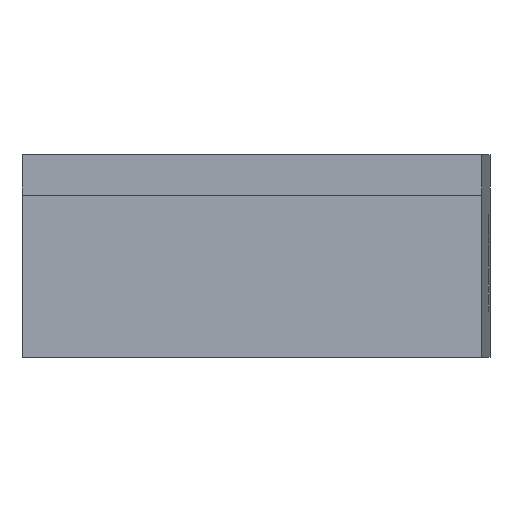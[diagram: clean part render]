
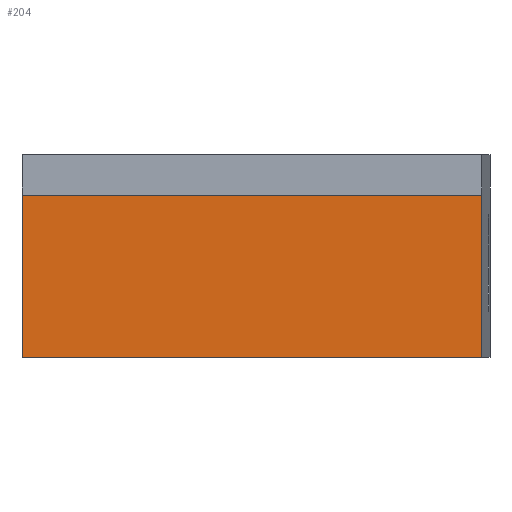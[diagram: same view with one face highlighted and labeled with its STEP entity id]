
A CAD part, front view. The second image highlights one B-rep face of the part: STEP entity #204.
In plain terms, the highlighted planar face has unit normal (-0.009, -1, 0).
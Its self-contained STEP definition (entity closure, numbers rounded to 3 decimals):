
#42 = ORIENTED_EDGE ( 'NONE', *, *, #299, .T. ) ;
#140 = CARTESIAN_POINT ( 'NONE',  ( 22.643, -51.306, -2. ) ) ;
#204 = ADVANCED_FACE ( 'NONE', ( #1265 ), #1305, .T. ) ;
#210 = VERTEX_POINT ( 'NONE', #1899 ) ;
#278 = LINE ( 'NONE', #1947, #1849 ) ;
#299 = EDGE_CURVE ( 'NONE', #463, #2046, #484, .T. ) ;
#314 = VERTEX_POINT ( 'NONE', #1073 ) ;
#378 = CARTESIAN_POINT ( 'NONE',  ( -11.356, -51.009, -2. ) ) ;
#429 = VECTOR ( 'NONE', #1614, 1000. ) ;
#463 = VERTEX_POINT ( 'NONE', #140 ) ;
#484 = LINE ( 'NONE', #1124, #2050 ) ;
#521 = DIRECTION ( 'NONE',  ( 0., 0., 1. ) ) ;
#528 = ORIENTED_EDGE ( 'NONE', *, *, #665, .F. ) ;
#665 = EDGE_CURVE ( 'NONE', #314, #210, #969, .T. ) ;
#694 = DIRECTION ( 'NONE',  ( 1., -0.009, 0. ) ) ;
#712 = AXIS2_PLACEMENT_3D ( 'NONE', #1100, #1623, #1742 ) ;
#825 = EDGE_CURVE ( 'NONE', #210, #2046, #278, .T. ) ;
#969 = LINE ( 'NONE', #1276, #1525 ) ;
#1073 = CARTESIAN_POINT ( 'NONE',  ( -11.356, -51.009, -2. ) ) ;
#1100 = CARTESIAN_POINT ( 'NONE',  ( -11.356, -51.009, -78.554 ) ) ;
#1124 = CARTESIAN_POINT ( 'NONE',  ( 22.643, -51.306, -78.554 ) ) ;
#1265 = FACE_OUTER_BOUND ( 'NONE', #1476, .T. ) ;
#1276 = CARTESIAN_POINT ( 'NONE',  ( -11.356, -51.009, -78.554 ) ) ;
#1305 = PLANE ( 'NONE',  #712 ) ;
#1476 = EDGE_LOOP ( 'NONE', ( #42, #1792, #528, #1806 ) ) ;
#1525 = VECTOR ( 'NONE', #521, 1000. ) ;
#1576 = CARTESIAN_POINT ( 'NONE',  ( 22.643, -51.306, 10. ) ) ;
#1609 = DIRECTION ( 'NONE',  ( 0., 0., 1. ) ) ;
#1614 = DIRECTION ( 'NONE',  ( -1., 0.009, 0. ) ) ;
#1623 = DIRECTION ( 'NONE',  ( -0.009, -1., 0. ) ) ;
#1624 = LINE ( 'NONE', #378, #429 ) ;
#1649 = EDGE_CURVE ( 'NONE', #463, #314, #1624, .T. ) ;
#1742 = DIRECTION ( 'NONE',  ( 1., -0.009, 0. ) ) ;
#1792 = ORIENTED_EDGE ( 'NONE', *, *, #825, .F. ) ;
#1806 = ORIENTED_EDGE ( 'NONE', *, *, #1649, .F. ) ;
#1849 = VECTOR ( 'NONE', #694, 1000. ) ;
#1899 = CARTESIAN_POINT ( 'NONE',  ( -11.356, -51.009, 10. ) ) ;
#1947 = CARTESIAN_POINT ( 'NONE',  ( -11.356, -51.009, 10. ) ) ;
#2046 = VERTEX_POINT ( 'NONE', #1576 ) ;
#2050 = VECTOR ( 'NONE', #1609, 1000. ) ;
